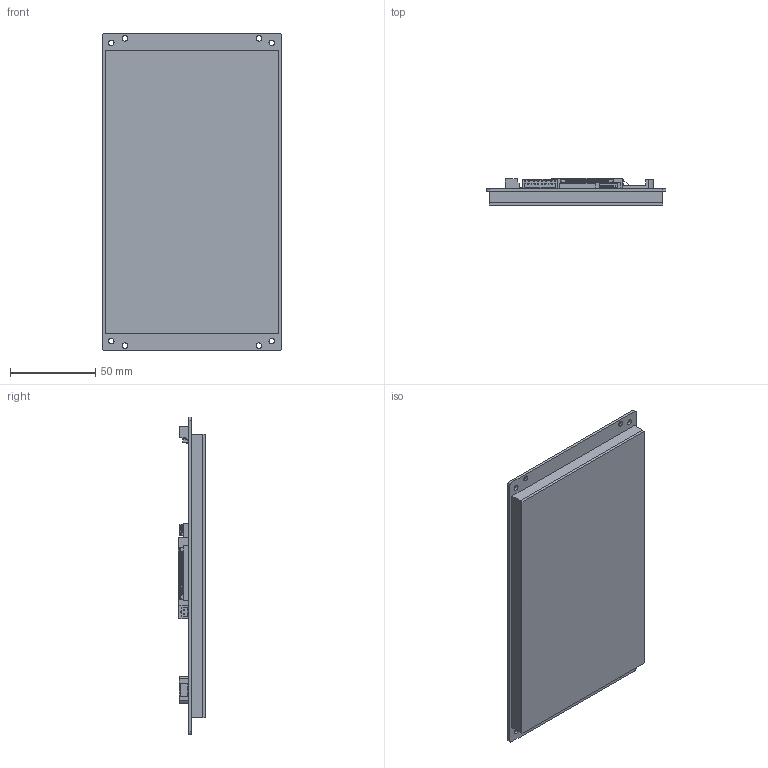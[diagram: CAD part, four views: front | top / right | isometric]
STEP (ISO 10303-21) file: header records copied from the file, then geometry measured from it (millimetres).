
FILE_DESCRIPTION(/* description */ (''),/* implementation_level */ '2;1');
FILE_NAME(/* name */ 'Display P80480V70C_T30.stp',/* time_stamp */ '2019-02-06T10:57:06-02:00',/* author */ ('Reservaa'),/* organization */ (''),/* preprocessor_version */ 'ST-DEVELOPER v17',/* originating_system */ 'Autodesk Inventor 2019',/* authorisation */ '');
FILE_SCHEMA (('AUTOMOTIVE_DESIGN { 1 0 10303 214 3 1 1 }'));
Products named in the file (15): montagem; Placa; Tela; Vidro da tela; 60488; 60488_01; 60488_02; 60488_03; Cl06; Processador 7.0; Cl menor; 5793; 5793_02; 5793_03; Componente de Audio TERMINAR
Assembly tree (15 placements, depth 3):
  montagem
    Placa
    Tela
    Vidro da tela
    60488
      60488_01
      60488_02
      60488_03
    Cl06
    Processador 7.0
    5793  x2
      5793_02
      5793_03
    Cl menor
    Componente de Audio TERMINAR
Bounding box: 105.4 x 15.9 x 186.3 mm (x, y, z)
Volume: 178148.3 mm3; surface area: 124203.2 mm2
Topology: 14 solids, 14 shells, 4545 faces, 14332 edges, 9413 vertices
Faces by surface type: plane 4121, cylinder 420, bspline 4
Full cylindrical faces by diameter (mm): 3.2 x8
Entity records: 90365 total; most frequent: CARTESIAN_POINT 16449, ORIENTED_EDGE 16222, DIRECTION 13931, EDGE_CURVE 8111, LINE 7585, VECTOR 7585, VERTEX_POINT 5301, AXIS2_PLACEMENT_3D 3173
